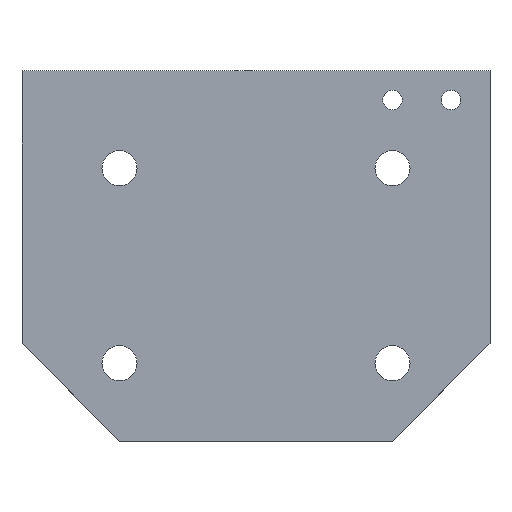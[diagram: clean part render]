
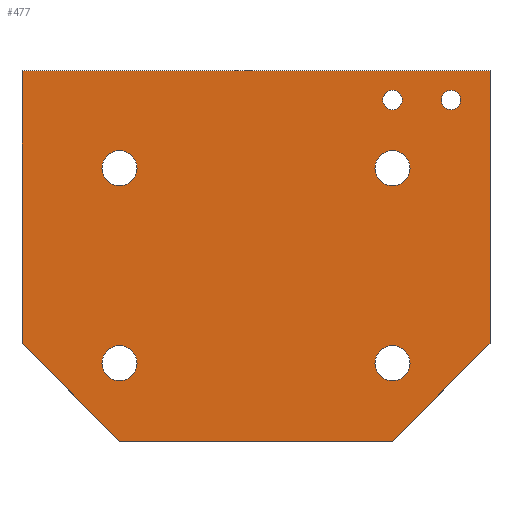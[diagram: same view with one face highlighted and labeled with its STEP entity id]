
A CAD part, top view. The second image highlights one B-rep face of the part: STEP entity #477.
In plain terms, the highlighted planar face has unit normal (0, 0, 1).
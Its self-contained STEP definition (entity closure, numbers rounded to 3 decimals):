
#68 = VERTEX_POINT('',#69);
#69 = CARTESIAN_POINT('',(-5.,5.,1.04));
#75 = EDGE_CURVE('',#68,#76,#78,.T.);
#76 = VERTEX_POINT('',#77);
#77 = CARTESIAN_POINT('',(0.,0.,1.04));
#78 = LINE('',#79,#80);
#79 = CARTESIAN_POINT('',(-5.,5.,1.04));
#80 = VECTOR('',#81,1.);
#81 = DIRECTION('',(0.707,-0.707,0.));
#106 = EDGE_CURVE('',#76,#107,#109,.T.);
#107 = VERTEX_POINT('',#108);
#108 = CARTESIAN_POINT('',(14.,0.,1.04));
#109 = LINE('',#110,#111);
#110 = CARTESIAN_POINT('',(0.,0.,1.04));
#111 = VECTOR('',#112,1.);
#112 = DIRECTION('',(1.,0.,0.));
#137 = EDGE_CURVE('',#107,#138,#140,.T.);
#138 = VERTEX_POINT('',#139);
#139 = CARTESIAN_POINT('',(19.,5.,1.04));
#140 = LINE('',#141,#142);
#141 = CARTESIAN_POINT('',(14.,0.,1.04));
#142 = VECTOR('',#143,1.);
#143 = DIRECTION('',(0.707,0.707,0.));
#168 = EDGE_CURVE('',#138,#169,#171,.T.);
#169 = VERTEX_POINT('',#170);
#170 = CARTESIAN_POINT('',(19.,19.,1.04));
#171 = LINE('',#172,#173);
#172 = CARTESIAN_POINT('',(19.,5.,1.04));
#173 = VECTOR('',#174,1.);
#174 = DIRECTION('',(0.,1.,0.));
#199 = EDGE_CURVE('',#169,#200,#202,.T.);
#200 = VERTEX_POINT('',#201);
#201 = CARTESIAN_POINT('',(-5.,19.,1.04));
#202 = LINE('',#203,#204);
#203 = CARTESIAN_POINT('',(19.,19.,1.04));
#204 = VECTOR('',#205,1.);
#205 = DIRECTION('',(-1.,0.,0.));
#230 = EDGE_CURVE('',#200,#68,#231,.T.);
#231 = LINE('',#232,#233);
#232 = CARTESIAN_POINT('',(-5.,19.,1.04));
#233 = VECTOR('',#234,1.);
#234 = DIRECTION('',(0.,-1.,0.));
#254 = VERTEX_POINT('',#255);
#255 = CARTESIAN_POINT('',(0.9,4.,1.04));
#261 = EDGE_CURVE('',#254,#254,#262,.T.);
#262 = CIRCLE('',#263,0.9);
#263 = AXIS2_PLACEMENT_3D('',#264,#265,#266);
#264 = CARTESIAN_POINT('',(0.,4.,1.04));
#265 = DIRECTION('',(0.,0.,1.));
#266 = DIRECTION('',(1.,0.,0.));
#287 = VERTEX_POINT('',#288);
#288 = CARTESIAN_POINT('',(0.9,14.,1.04));
#294 = EDGE_CURVE('',#287,#287,#295,.T.);
#295 = CIRCLE('',#296,0.9);
#296 = AXIS2_PLACEMENT_3D('',#297,#298,#299);
#297 = CARTESIAN_POINT('',(0.,14.,1.04));
#298 = DIRECTION('',(0.,0.,1.));
#299 = DIRECTION('',(1.,0.,0.));
#320 = VERTEX_POINT('',#321);
#321 = CARTESIAN_POINT('',(14.9,14.,1.04));
#327 = EDGE_CURVE('',#320,#320,#328,.T.);
#328 = CIRCLE('',#329,0.9);
#329 = AXIS2_PLACEMENT_3D('',#330,#331,#332);
#330 = CARTESIAN_POINT('',(14.,14.,1.04));
#331 = DIRECTION('',(0.,0.,1.));
#332 = DIRECTION('',(1.,0.,0.));
#353 = VERTEX_POINT('',#354);
#354 = CARTESIAN_POINT('',(14.9,4.,1.04));
#360 = EDGE_CURVE('',#353,#353,#361,.T.);
#361 = CIRCLE('',#362,0.9);
#362 = AXIS2_PLACEMENT_3D('',#363,#364,#365);
#363 = CARTESIAN_POINT('',(14.,4.,1.04));
#364 = DIRECTION('',(0.,0.,1.));
#365 = DIRECTION('',(1.,0.,0.));
#386 = VERTEX_POINT('',#387);
#387 = CARTESIAN_POINT('',(14.5,17.5,1.04));
#393 = EDGE_CURVE('',#386,#386,#394,.T.);
#394 = CIRCLE('',#395,0.5);
#395 = AXIS2_PLACEMENT_3D('',#396,#397,#398);
#396 = CARTESIAN_POINT('',(14.,17.5,1.04));
#397 = DIRECTION('',(0.,0.,1.));
#398 = DIRECTION('',(1.,0.,0.));
#419 = VERTEX_POINT('',#420);
#420 = CARTESIAN_POINT('',(17.5,17.5,1.04));
#426 = EDGE_CURVE('',#419,#419,#427,.T.);
#427 = CIRCLE('',#428,0.5);
#428 = AXIS2_PLACEMENT_3D('',#429,#430,#431);
#429 = CARTESIAN_POINT('',(17.,17.5,1.04));
#430 = DIRECTION('',(0.,0.,1.));
#431 = DIRECTION('',(1.,0.,0.));
#477 = ADVANCED_FACE('',(#478,#486,#489,#492,#495,#498,#501),#504,.F.);
#478 = FACE_BOUND('',#479,.T.);
#479 = EDGE_LOOP('',(#480,#481,#482,#483,#484,#485));
#480 = ORIENTED_EDGE('',*,*,#75,.T.);
#481 = ORIENTED_EDGE('',*,*,#106,.T.);
#482 = ORIENTED_EDGE('',*,*,#137,.T.);
#483 = ORIENTED_EDGE('',*,*,#168,.T.);
#484 = ORIENTED_EDGE('',*,*,#199,.T.);
#485 = ORIENTED_EDGE('',*,*,#230,.T.);
#486 = FACE_BOUND('',#487,.F.);
#487 = EDGE_LOOP('',(#488));
#488 = ORIENTED_EDGE('',*,*,#261,.T.);
#489 = FACE_BOUND('',#490,.F.);
#490 = EDGE_LOOP('',(#491));
#491 = ORIENTED_EDGE('',*,*,#294,.T.);
#492 = FACE_BOUND('',#493,.F.);
#493 = EDGE_LOOP('',(#494));
#494 = ORIENTED_EDGE('',*,*,#327,.T.);
#495 = FACE_BOUND('',#496,.F.);
#496 = EDGE_LOOP('',(#497));
#497 = ORIENTED_EDGE('',*,*,#360,.T.);
#498 = FACE_BOUND('',#499,.F.);
#499 = EDGE_LOOP('',(#500));
#500 = ORIENTED_EDGE('',*,*,#393,.T.);
#501 = FACE_BOUND('',#502,.F.);
#502 = EDGE_LOOP('',(#503));
#503 = ORIENTED_EDGE('',*,*,#426,.T.);
#504 = PLANE('',#505);
#505 = AXIS2_PLACEMENT_3D('',#506,#507,#508);
#506 = CARTESIAN_POINT('',(-5.,5.,1.04));
#507 = DIRECTION('',(0.,0.,-1.));
#508 = DIRECTION('',(-1.,0.,0.));
